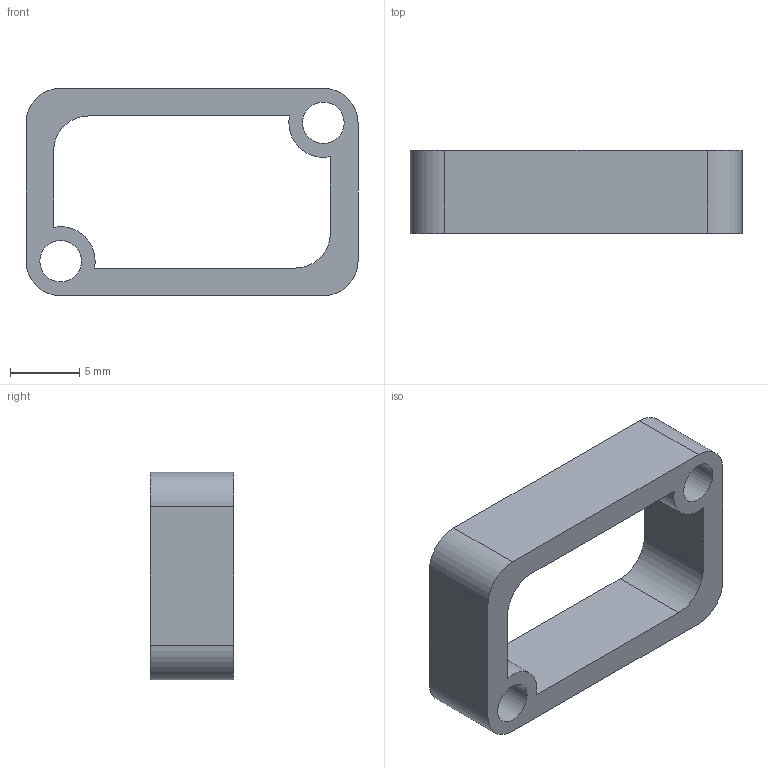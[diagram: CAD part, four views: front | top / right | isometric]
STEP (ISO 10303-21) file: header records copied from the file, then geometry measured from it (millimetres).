
FILE_DESCRIPTION (( 'STEP AP214' ), '1' );
FILE_NAME ('1068-Z1P-A.STEP', '2013-05-15T14:43:07', ( '3DAssist' ), ( '' ), 'SwSTEP 2.0', 'SolidWorks 2013', '' );
FILE_SCHEMA (( 'AUTOMOTIVE_DESIGN' ));
Length unit declared in the file: millimetre
Products named in the file (1): 1068-Z1P-A
Bounding box: 24 x 6 x 15 mm (x, y, z)
Volume: 830.8 mm3; surface area: 1179.8 mm2
Topology: 1 solids, 1 shells, 20 faces, 54 edges, 36 vertices
Faces by surface type: plane 10, cylinder 10
Full cylindrical faces by diameter (mm): 3 x2
Entity records: 674 total; most frequent: DIRECTION 114, CARTESIAN_POINT 109, ORIENTED_EDGE 104, EDGE_CURVE 52, AXIS2_PLACEMENT_3D 41, VERTEX_POINT 36, VECTOR 32, LINE 32
